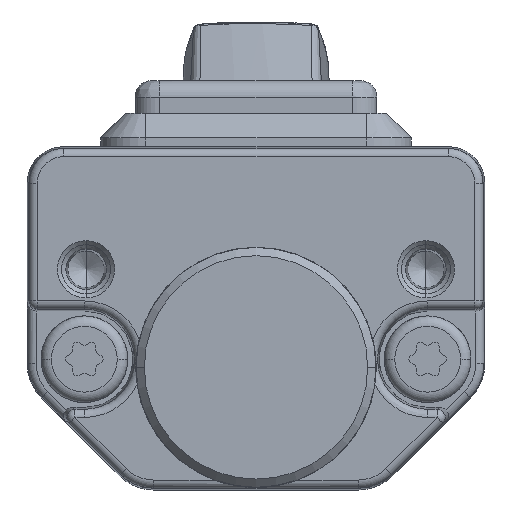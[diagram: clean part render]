
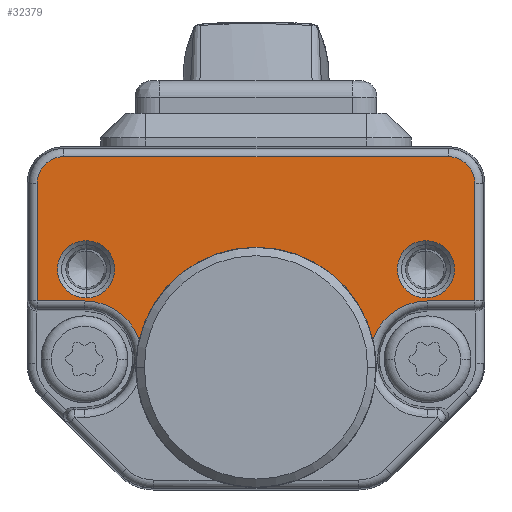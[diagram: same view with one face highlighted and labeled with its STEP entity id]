
A CAD part, left-side view. The second image highlights one B-rep face of the part: STEP entity #32379.
In plain terms, the highlighted face is planar.
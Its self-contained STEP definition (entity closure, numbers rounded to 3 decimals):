
#29074=CARTESIAN_POINT('',(13.,8.,10.5));
#29075=DIRECTION('',(-1.,0.,0.));
#29076=DIRECTION('',(0.,1.,0.));
#29077=AXIS2_PLACEMENT_3D('',#29074,#29075,#29076);
#29079=DIRECTION('',(0.,0.,-1.));
#29080=VECTOR('',#29079,2.891);
#29081=CARTESIAN_POINT('',(13.,11.564,13.391));
#29082=LINE('',#29081,#29080);
#29083=DIRECTION('',(0.,-1.,0.));
#29084=VECTOR('',#29083,7.186);
#29085=CARTESIAN_POINT('',(13.,18.75,13.391));
#29086=LINE('',#29085,#29084);
#29087=CARTESIAN_POINT('',(13.,18.75,11.75));
#29088=DIRECTION('',(1.,0.,0.));
#29089=DIRECTION('',(0.,1.,0.));
#29090=AXIS2_PLACEMENT_3D('',#29087,#29088,#29089);
#29092=DIRECTION('',(0.,0.,1.));
#29093=VECTOR('',#29092,23.5);
#29094=CARTESIAN_POINT('',(13.,20.391,-11.75));
#29095=LINE('',#29094,#29093);
#29096=CARTESIAN_POINT('',(13.,18.75,-11.75));
#29097=DIRECTION('',(1.,0.,0.));
#29098=DIRECTION('',(0.,0.,-1.));
#29099=AXIS2_PLACEMENT_3D('',#29096,#29097,#29098);
#29101=DIRECTION('',(0.,1.,0.));
#29102=VECTOR('',#29101,7.186);
#29103=CARTESIAN_POINT('',(13.,11.564,-13.391));
#29104=LINE('',#29103,#29102);
#29105=DIRECTION('',(0.,0.,-1.));
#29106=VECTOR('',#29105,2.891);
#29107=CARTESIAN_POINT('',(13.,11.564,-10.5));
#29108=LINE('',#29107,#29106);
#29109=CARTESIAN_POINT('',(13.,8.,-10.5));
#29110=DIRECTION('',(-1.,0.,0.));
#29111=DIRECTION('',(0.,0.34,0.941));
#29112=AXIS2_PLACEMENT_3D('',#29109,#29110,#29111);
#29114=CARTESIAN_POINT('',(13.,7.5,0.));
#29115=DIRECTION('',(1.,0.,0.));
#29116=DIRECTION('',(0.,0.233,-0.973));
#29117=AXIS2_PLACEMENT_3D('',#29114,#29115,#29116);
#29173=CARTESIAN_POINT('',(13.,13.5,-10.392));
#29174=DIRECTION('',(-1.,0.,0.));
#29175=DIRECTION('',(0.,1.,0.));
#29176=AXIS2_PLACEMENT_3D('',#29173,#29174,#29175);
#29178=CARTESIAN_POINT('',(13.,13.5,-10.392));
#29179=DIRECTION('',(-1.,0.,0.));
#29180=DIRECTION('',(0.,-1.,0.));
#29181=AXIS2_PLACEMENT_3D('',#29178,#29179,#29180);
#29183=CARTESIAN_POINT('',(13.,13.5,10.392));
#29184=DIRECTION('',(-1.,0.,0.));
#29185=DIRECTION('',(0.,1.,0.));
#29186=AXIS2_PLACEMENT_3D('',#29183,#29184,#29185);
#29188=CARTESIAN_POINT('',(13.,13.5,10.392));
#29189=DIRECTION('',(-1.,0.,0.));
#29190=DIRECTION('',(0.,-1.,0.));
#29191=AXIS2_PLACEMENT_3D('',#29188,#29189,#29190);
#29830=CARTESIAN_POINT('',(13.,20.391,11.75));
#29831=CARTESIAN_POINT('',(13.,18.75,13.391));
#29832=VERTEX_POINT('',#29830);
#29833=VERTEX_POINT('',#29831);
#29838=CARTESIAN_POINT('',(13.,20.391,-11.75));
#29839=VERTEX_POINT('',#29838);
#29842=CARTESIAN_POINT('',(13.,18.75,-13.391));
#29843=VERTEX_POINT('',#29842);
#29878=CARTESIAN_POINT('',(13.,11.564,10.5));
#29879=CARTESIAN_POINT('',(13.,9.21,7.148));
#29880=VERTEX_POINT('',#29878);
#29881=VERTEX_POINT('',#29879);
#29910=CARTESIAN_POINT('',(13.,11.564,13.391));
#29911=VERTEX_POINT('',#29910);
#29920=CARTESIAN_POINT('',(13.,9.21,-7.148));
#29921=CARTESIAN_POINT('',(13.,11.564,-10.5));
#29922=VERTEX_POINT('',#29920);
#29923=VERTEX_POINT('',#29921);
#29952=CARTESIAN_POINT('',(13.,11.564,-13.391));
#29953=VERTEX_POINT('',#29952);
#30152=CARTESIAN_POINT('',(13.,15.25,-10.392));
#30153=CARTESIAN_POINT('',(13.,11.75,-10.392));
#30154=VERTEX_POINT('',#30152);
#30155=VERTEX_POINT('',#30153);
#30156=CARTESIAN_POINT('',(13.,15.25,10.392));
#30157=CARTESIAN_POINT('',(13.,11.75,10.392));
#30158=VERTEX_POINT('',#30156);
#30159=VERTEX_POINT('',#30157);
#32340=CARTESIAN_POINT('',(13.,0.,0.));
#32341=DIRECTION('',(1.,0.,0.));
#32342=DIRECTION('',(0.,0.,-1.));
#32343=AXIS2_PLACEMENT_3D('',#32340,#32341,#32342);
#32344=PLANE('',#32343);
#32346=ORIENTED_EDGE('',*,*,#32345,.F.);
#32348=ORIENTED_EDGE('',*,*,#32347,.F.);
#32350=ORIENTED_EDGE('',*,*,#32349,.F.);
#32352=ORIENTED_EDGE('',*,*,#32351,.F.);
#32354=ORIENTED_EDGE('',*,*,#32353,.F.);
#32356=ORIENTED_EDGE('',*,*,#32355,.F.);
#32358=ORIENTED_EDGE('',*,*,#32357,.F.);
#32360=ORIENTED_EDGE('',*,*,#32359,.F.);
#32362=ORIENTED_EDGE('',*,*,#32361,.F.);
#32364=ORIENTED_EDGE('',*,*,#32363,.T.);
#32365=EDGE_LOOP('',(#32346,#32348,#32350,#32352,#32354,#32356,#32358,#32360,
#32362,#32364));
#32366=FACE_OUTER_BOUND('',#32365,.F.);
#32368=ORIENTED_EDGE('',*,*,#32367,.F.);
#32370=ORIENTED_EDGE('',*,*,#32369,.F.);
#32371=EDGE_LOOP('',(#32368,#32370));
#32372=FACE_BOUND('',#32371,.F.);
#32374=ORIENTED_EDGE('',*,*,#32373,.F.);
#32376=ORIENTED_EDGE('',*,*,#32375,.F.);
#32377=EDGE_LOOP('',(#32374,#32376));
#32378=FACE_BOUND('',#32377,.F.);
#32379=ADVANCED_FACE('',(#32366,#32372,#32378),#32344,.T.);
#29078=CIRCLE('',#29077,3.564);
#29091=CIRCLE('',#29090,1.641);
#29100=CIRCLE('',#29099,1.641);
#29113=CIRCLE('',#29112,3.564);
#29118=CIRCLE('',#29117,7.35);
#29177=CIRCLE('',#29176,1.75);
#29182=CIRCLE('',#29181,1.75);
#29187=CIRCLE('',#29186,1.75);
#29192=CIRCLE('',#29191,1.75);
#32345=EDGE_CURVE('',#29880,#29881,#29078,.T.);
#32347=EDGE_CURVE('',#29911,#29880,#29082,.T.);
#32349=EDGE_CURVE('',#29833,#29911,#29086,.T.);
#32351=EDGE_CURVE('',#29832,#29833,#29091,.T.);
#32353=EDGE_CURVE('',#29839,#29832,#29095,.T.);
#32355=EDGE_CURVE('',#29843,#29839,#29100,.T.);
#32357=EDGE_CURVE('',#29953,#29843,#29104,.T.);
#32359=EDGE_CURVE('',#29923,#29953,#29108,.T.);
#32361=EDGE_CURVE('',#29922,#29923,#29113,.T.);
#32363=EDGE_CURVE('',#29922,#29881,#29118,.T.);
#32367=EDGE_CURVE('',#30154,#30155,#29177,.T.);
#32369=EDGE_CURVE('',#30155,#30154,#29182,.T.);
#32373=EDGE_CURVE('',#30158,#30159,#29187,.T.);
#32375=EDGE_CURVE('',#30159,#30158,#29192,.T.);
